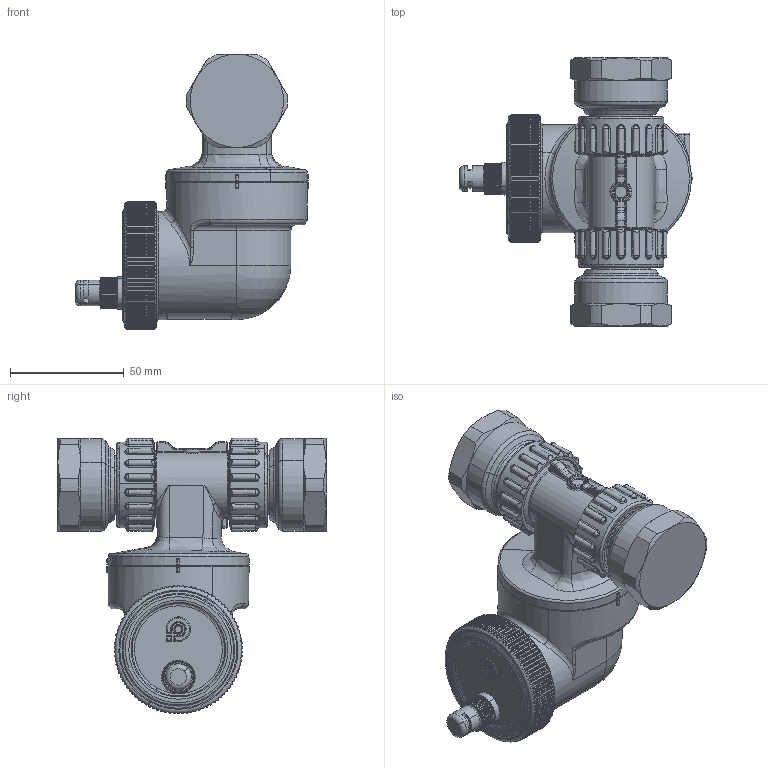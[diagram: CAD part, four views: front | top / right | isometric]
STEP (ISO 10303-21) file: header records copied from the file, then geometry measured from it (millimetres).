
FILE_DESCRIPTION(('CATIA V5 STEP Exchange'),'2;1');
FILE_NAME('STEP_551806_-_TST.stp','2019-03-04T07:52:16+00:00',('none'),('none'),'CATIA Version 5-6 Release 2016 SP4','CATIA V5 STEP AP203','none');
FILE_SCHEMA(('CONFIG_CONTROL_DESIGN'));
Products named in the file (1): 551806 - TST
Bounding box: 102.45 x 118 x 121.25 mm (x, y, z)
Volume: 344037.1 mm3; surface area: 43162.4 mm2
Topology: 1 solids, 1 shells, 1535 faces, 4100 edges, 2543 vertices
Faces by surface type: cylinder 545, plane 372, bspline 286, torus 151, cone 114, revolution 38, sphere 29
Entity records: 75790 total; most frequent: CARTESIAN_POINT 43973, ORIENTED_EDGE 8102, EDGE_CURVE 4051, DIRECTION 4003, VERTEX_POINT 2543, B_SPLINE_CURVE_WITH_KNOTS 2154, AXIS2_PLACEMENT_3D 1880, EDGE_LOOP 1560
